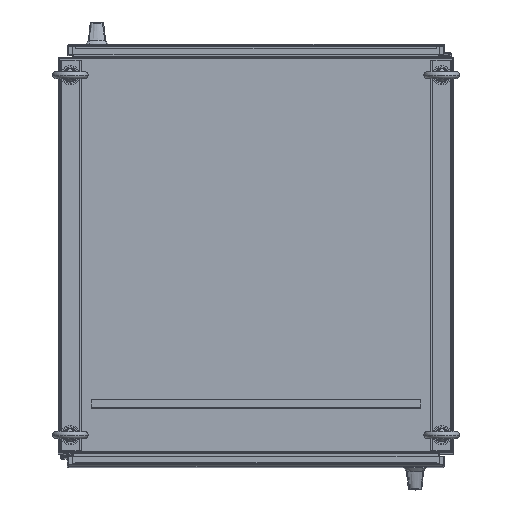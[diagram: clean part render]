
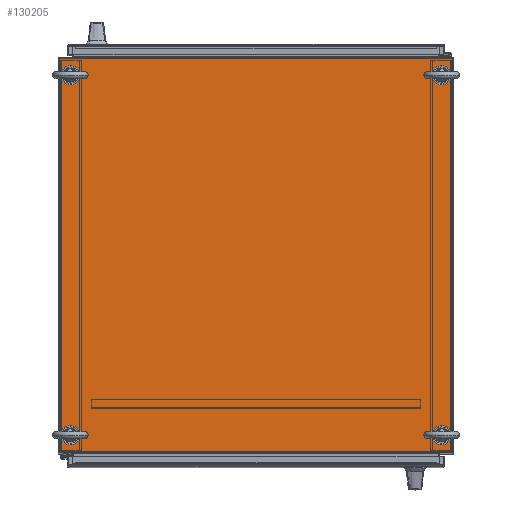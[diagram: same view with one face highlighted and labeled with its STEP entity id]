
A CAD part, top view. The second image highlights one B-rep face of the part: STEP entity #130205.
In plain terms, the highlighted planar face has unit normal (0, 0, 1).
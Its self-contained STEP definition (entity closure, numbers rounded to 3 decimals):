
#308 = CARTESIAN_POINT ( 'NONE',  ( 16.935, 16.406, 89.965 ) ) ;
#613 = CARTESIAN_POINT ( 'NONE',  ( 17.935, -17.887, 89.965 ) ) ;
#887 = ORIENTED_EDGE ( 'NONE', *, *, #118424, .T. ) ;
#1507 = EDGE_CURVE ( 'NONE', #78358, #58828, #12042, .T. ) ;
#2347 = PLANE ( 'NONE',  #29345 ) ;
#3774 = EDGE_CURVE ( 'NONE', #90585, #75030, #128811, .T. ) ;
#3851 = CARTESIAN_POINT ( 'NONE',  ( -17.935, -17.887, 89.965 ) ) ;
#4785 = CARTESIAN_POINT ( 'NONE',  ( 17.31, -16.406, 89.965 ) ) ;
#5114 = CARTESIAN_POINT ( 'NONE',  ( 16.935, -16.406, 89.965 ) ) ;
#5780 = CARTESIAN_POINT ( 'NONE',  ( 17.31, 16.406, 89.965 ) ) ;
#6974 = VERTEX_POINT ( 'NONE', #4785 ) ;
#9180 = LINE ( 'NONE', #22237, #30132 ) ;
#10051 = DIRECTION ( 'NONE',  ( -1., 0., 0. ) ) ;
#11675 = AXIS2_PLACEMENT_3D ( 'NONE', #56527, #72299, #28681 ) ;
#12042 = CIRCLE ( 'NONE', #180923, 0.375 ) ;
#13249 = AXIS2_PLACEMENT_3D ( 'NONE', #5114, #51491, #147118 ) ;
#15841 = CARTESIAN_POINT ( 'NONE',  ( -16.56, 16.406, 89.965 ) ) ;
#15983 = DIRECTION ( 'NONE',  ( 0., 0., -1. ) ) ;
#19623 = CARTESIAN_POINT ( 'NONE',  ( 16.56, 16.406, 89.965 ) ) ;
#20571 = CIRCLE ( 'NONE', #88834, 0.375 ) ;
#22237 = CARTESIAN_POINT ( 'NONE',  ( 17.935, -18.03, 89.965 ) ) ;
#22939 = CARTESIAN_POINT ( 'NONE',  ( 16.935, -16.406, 89.965 ) ) ;
#26037 = DIRECTION ( 'NONE',  ( 0., 0., -1. ) ) ;
#26359 = VERTEX_POINT ( 'NONE', #613 ) ;
#26840 = ORIENTED_EDGE ( 'NONE', *, *, #95014, .T. ) ;
#28681 = DIRECTION ( 'NONE',  ( 1., 0., 0. ) ) ;
#29345 = AXIS2_PLACEMENT_3D ( 'NONE', #157347, #45054, #61686 ) ;
#30132 = VECTOR ( 'NONE', #78858, 39.37 ) ;
#31127 = AXIS2_PLACEMENT_3D ( 'NONE', #85697, #15983, #72636 ) ;
#32516 = CIRCLE ( 'NONE', #11675, 0.375 ) ;
#32650 = CARTESIAN_POINT ( 'NONE',  ( -16.56, -16.406, 89.965 ) ) ;
#38408 = DIRECTION ( 'NONE',  ( 1., 0., 0. ) ) ;
#40134 = VERTEX_POINT ( 'NONE', #75767 ) ;
#40698 = CIRCLE ( 'NONE', #135531, 0.375 ) ;
#45054 = DIRECTION ( 'NONE',  ( 0., 0., 1. ) ) ;
#48050 = DIRECTION ( 'NONE',  ( 0., 0., -1. ) ) ;
#49204 = EDGE_LOOP ( 'NONE', ( #887, #80373 ) ) ;
#51491 = DIRECTION ( 'NONE',  ( 0., 0., -1. ) ) ;
#51601 = AXIS2_PLACEMENT_3D ( 'NONE', #22939, #118597, #136133 ) ;
#56527 = CARTESIAN_POINT ( 'NONE',  ( 16.935, 16.406, 89.965 ) ) ;
#57371 = CARTESIAN_POINT ( 'NONE',  ( -17.935, -18.03, 89.965 ) ) ;
#58533 = EDGE_CURVE ( 'NONE', #6974, #40134, #69366, .T. ) ;
#58828 = VERTEX_POINT ( 'NONE', #103565 ) ;
#61078 = EDGE_CURVE ( 'NONE', #75030, #26359, #98010, .T. ) ;
#61686 = DIRECTION ( 'NONE',  ( 1., 0., 0. ) ) ;
#69366 = CIRCLE ( 'NONE', #51601, 0.375 ) ;
#69650 = EDGE_CURVE ( 'NONE', #71531, #79657, #95210, .T. ) ;
#71531 = VERTEX_POINT ( 'NONE', #160895 ) ;
#71986 = CARTESIAN_POINT ( 'NONE',  ( -17.935, -17.887, 89.965 ) ) ;
#72299 = DIRECTION ( 'NONE',  ( 0., 0., -1. ) ) ;
#72636 = DIRECTION ( 'NONE',  ( 1., 0., 0. ) ) ;
#75030 = VERTEX_POINT ( 'NONE', #3851 ) ;
#75767 = CARTESIAN_POINT ( 'NONE',  ( 16.56, -16.406, 89.965 ) ) ;
#78358 = VERTEX_POINT ( 'NONE', #15841 ) ;
#78858 = DIRECTION ( 'NONE',  ( 0., 1., 0. ) ) ;
#79657 = VERTEX_POINT ( 'NONE', #32650 ) ;
#80373 = ORIENTED_EDGE ( 'NONE', *, *, #130548, .T. ) ;
#83064 = EDGE_CURVE ( 'NONE', #26359, #161445, #9180, .T. ) ;
#85697 = CARTESIAN_POINT ( 'NONE',  ( -16.935, -16.406, 89.965 ) ) ;
#85878 = ORIENTED_EDGE ( 'NONE', *, *, #58533, .T. ) ;
#88052 = CARTESIAN_POINT ( 'NONE',  ( -16.935, 16.406, 89.965 ) ) ;
#88834 = AXIS2_PLACEMENT_3D ( 'NONE', #308, #138592, #38408 ) ;
#90585 = VERTEX_POINT ( 'NONE', #129283 ) ;
#92942 = EDGE_CURVE ( 'NONE', #40134, #6974, #173254, .T. ) ;
#94151 = EDGE_LOOP ( 'NONE', ( #150067, #174361, #126926, #181828 ) ) ;
#94454 = CARTESIAN_POINT ( 'NONE',  ( -16.935, -16.406, 89.965 ) ) ;
#95014 = EDGE_CURVE ( 'NONE', #58828, #78358, #40698, .T. ) ;
#95210 = CIRCLE ( 'NONE', #169237, 0.375 ) ;
#95267 = ORIENTED_EDGE ( 'NONE', *, *, #92942, .T. ) ;
#98010 = LINE ( 'NONE', #71986, #99862 ) ;
#99415 = VECTOR ( 'NONE', #10051, 39.37 ) ;
#99862 = VECTOR ( 'NONE', #126765, 39.37 ) ;
#100782 = FACE_BOUND ( 'NONE', #115342, .T. ) ;
#102595 = FACE_OUTER_BOUND ( 'NONE', #94151, .T. ) ;
#103565 = CARTESIAN_POINT ( 'NONE',  ( -17.31, 16.406, 89.965 ) ) ;
#105667 = EDGE_CURVE ( 'NONE', #79657, #71531, #167407, .T. ) ;
#113860 = EDGE_LOOP ( 'NONE', ( #85878, #95267 ) ) ;
#115342 = EDGE_LOOP ( 'NONE', ( #174454, #171269 ) ) ;
#118424 = EDGE_CURVE ( 'NONE', #146440, #121184, #32516, .T. ) ;
#118597 = DIRECTION ( 'NONE',  ( 0., 0., -1. ) ) ;
#121184 = VERTEX_POINT ( 'NONE', #19623 ) ;
#125596 = CARTESIAN_POINT ( 'NONE',  ( 17.935, 17.887, 89.965 ) ) ;
#126049 = DIRECTION ( 'NONE',  ( 0., -1., 0. ) ) ;
#126274 = DIRECTION ( 'NONE',  ( 1., 0., 0. ) ) ;
#126765 = DIRECTION ( 'NONE',  ( 1., 0., 0. ) ) ;
#126926 = ORIENTED_EDGE ( 'NONE', *, *, #83064, .T. ) ;
#127198 = CARTESIAN_POINT ( 'NONE',  ( -16.935, 16.406, 89.965 ) ) ;
#128811 = LINE ( 'NONE', #57371, #143093 ) ;
#129283 = CARTESIAN_POINT ( 'NONE',  ( -17.935, 17.887, 89.965 ) ) ;
#130205 = ADVANCED_FACE ( 'NONE', ( #102595, #100782, #173955, #160034, #158256 ), #2347, .T. ) ;
#130508 = EDGE_LOOP ( 'NONE', ( #167014, #26840 ) ) ;
#130548 = EDGE_CURVE ( 'NONE', #121184, #146440, #20571, .T. ) ;
#135531 = AXIS2_PLACEMENT_3D ( 'NONE', #127198, #26037, #126274 ) ;
#136133 = DIRECTION ( 'NONE',  ( 1., 0., 0. ) ) ;
#137552 = EDGE_CURVE ( 'NONE', #161445, #90585, #155734, .T. ) ;
#138592 = DIRECTION ( 'NONE',  ( 0., 0., -1. ) ) ;
#143093 = VECTOR ( 'NONE', #126049, 39.37 ) ;
#146440 = VERTEX_POINT ( 'NONE', #5780 ) ;
#147118 = DIRECTION ( 'NONE',  ( 1., 0., 0. ) ) ;
#149219 = DIRECTION ( 'NONE',  ( 1., 0., 0. ) ) ;
#150067 = ORIENTED_EDGE ( 'NONE', *, *, #3774, .T. ) ;
#155734 = LINE ( 'NONE', #165933, #99415 ) ;
#157347 = CARTESIAN_POINT ( 'NONE',  ( -17.935, -18.03, 89.965 ) ) ;
#158256 = FACE_BOUND ( 'NONE', #49204, .T. ) ;
#160034 = FACE_BOUND ( 'NONE', #113860, .T. ) ;
#160895 = CARTESIAN_POINT ( 'NONE',  ( -17.31, -16.406, 89.965 ) ) ;
#161445 = VERTEX_POINT ( 'NONE', #125596 ) ;
#165831 = DIRECTION ( 'NONE',  ( 0., 0., -1. ) ) ;
#165933 = CARTESIAN_POINT ( 'NONE',  ( -17.935, 17.887, 89.965 ) ) ;
#167014 = ORIENTED_EDGE ( 'NONE', *, *, #1507, .T. ) ;
#167407 = CIRCLE ( 'NONE', #31127, 0.375 ) ;
#169237 = AXIS2_PLACEMENT_3D ( 'NONE', #94454, #165831, #149219 ) ;
#171269 = ORIENTED_EDGE ( 'NONE', *, *, #69650, .T. ) ;
#172399 = DIRECTION ( 'NONE',  ( 1., 0., 0. ) ) ;
#173254 = CIRCLE ( 'NONE', #13249, 0.375 ) ;
#173955 = FACE_BOUND ( 'NONE', #130508, .T. ) ;
#174361 = ORIENTED_EDGE ( 'NONE', *, *, #61078, .T. ) ;
#174454 = ORIENTED_EDGE ( 'NONE', *, *, #105667, .T. ) ;
#180923 = AXIS2_PLACEMENT_3D ( 'NONE', #88052, #48050, #172399 ) ;
#181828 = ORIENTED_EDGE ( 'NONE', *, *, #137552, .T. ) ;
